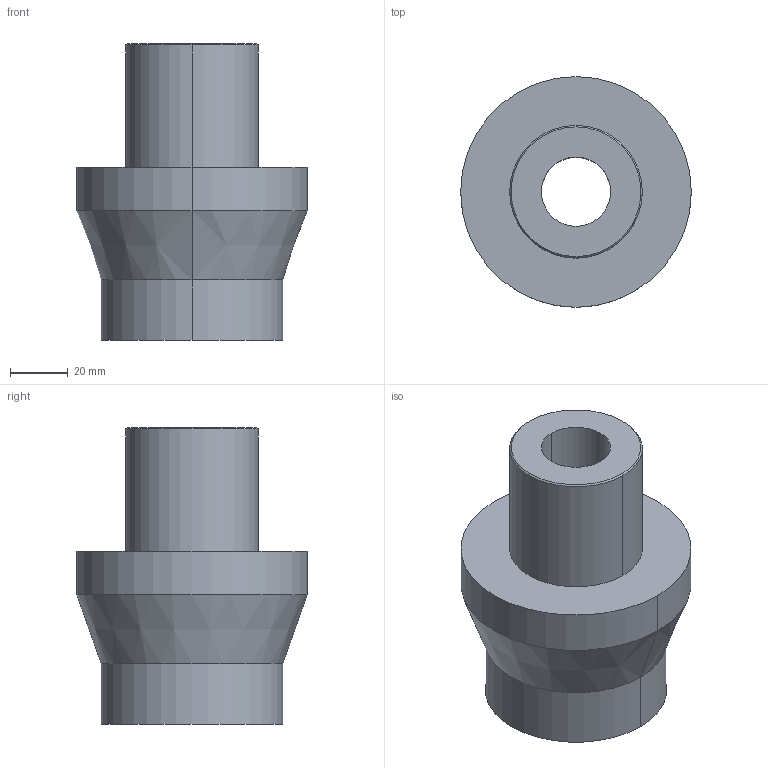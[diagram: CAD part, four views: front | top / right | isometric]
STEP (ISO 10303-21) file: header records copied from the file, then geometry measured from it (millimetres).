
FILE_DESCRIPTION((''),'2;1');
FILE_NAME('8424006303','2021-10-06T15:18:49',('thiemer'),(''),'CREO PARAMETRIC BY PTC INC, 2021164','CREO PARAMETRIC BY PTC INC, 2021164','');
FILE_SCHEMA(('AP242_MANAGED_MODEL_BASED_3D_ENGINEERING_MIM_LF { 1 0 10303 442 1 1 4 }'));
Length unit declared in the file: millimetre
Products named in the file (1): 8424006303
Bounding box: 80 x 80 x 103 mm (x, y, z)
Volume: 245215.6 mm3; surface area: 36015.6 mm2
Topology: 1 solids, 1 shells, 18 faces, 36 edges, 22 vertices
Faces by surface type: cylinder 10, plane 4, cone 4
Entity records: 899 total; most frequent: DIRECTION 128, CARTESIAN_POINT 100, ORIENTED_EDGE 72, AXIS2_PLACEMENT_3D 52, PRESENTATION_STYLE_ASSIGNMENT 50, STYLED_ITEM 50, CURVE_STYLE 49, EDGE_CURVE 36
